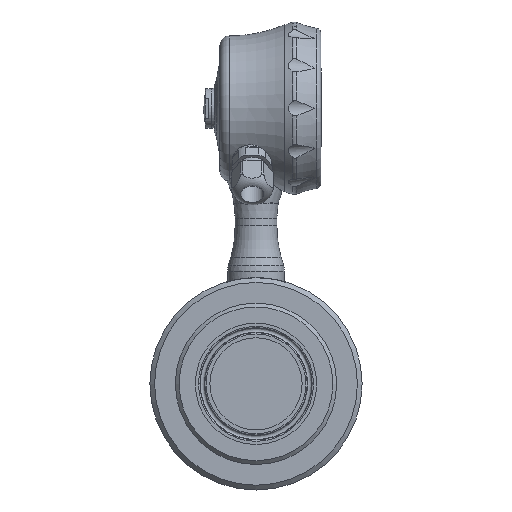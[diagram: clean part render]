
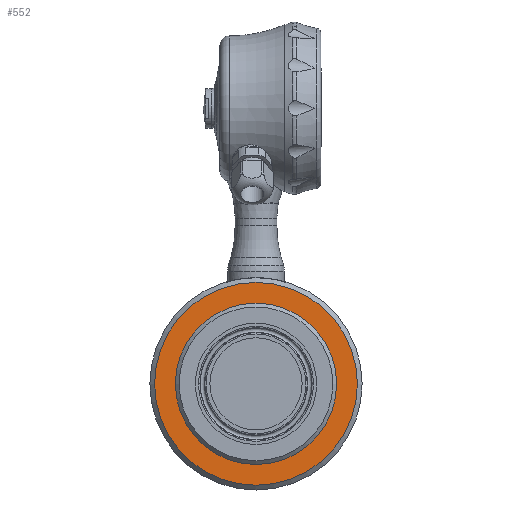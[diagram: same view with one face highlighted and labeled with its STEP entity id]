
A CAD part, front view. The second image highlights one B-rep face of the part: STEP entity #552.
In plain terms, the highlighted planar face has unit normal (0, -1, 0).
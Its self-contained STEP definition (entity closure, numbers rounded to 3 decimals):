
#552 = ADVANCED_FACE( 'NONE', ( #1622, #1623 ), #1624, .F. );
#1622 = FACE_OUTER_BOUND( '', #3343, .T. );
#1623 = FACE_BOUND( '', #3344, .T. );
#1624 = PLANE( '', #3345 );
#3343 = EDGE_LOOP( '', ( #5872 ) );
#3344 = EDGE_LOOP( '', ( #5873 ) );
#3345 = AXIS2_PLACEMENT_3D( '', #5874, #5875, #5876 );
#5872 = ORIENTED_EDGE( '', *, *, #10433, .T. );
#5873 = ORIENTED_EDGE( '', *, *, #10434, .F. );
#5874 = CARTESIAN_POINT( '', ( -160.369, -50., -160.369 ) );
#5875 = DIRECTION( '', ( 0., 1., 0. ) );
#5876 = DIRECTION( '', ( -1., 0., 0. ) );
#10433 = EDGE_CURVE( 'NONE', #12211, #12211, #12212, .T. );
#10434 = EDGE_CURVE( 'NONE', #12213, #12213, #12214, .T. );
#12211 = VERTEX_POINT( '', #14838 );
#12212 = CIRCLE( '', #14839, 53.456 );
#12213 = VERTEX_POINT( '', #14840 );
#12214 = CIRCLE( '', #14841, 42.5 );
#14838 = CARTESIAN_POINT( '', ( 0., -50., -53.456 ) );
#14839 = AXIS2_PLACEMENT_3D( '', #21669, #21670, #21671 );
#14840 = CARTESIAN_POINT( '', ( 0., -50., -42.5 ) );
#14841 = AXIS2_PLACEMENT_3D( '', #21672, #21673, #21674 );
#21669 = CARTESIAN_POINT( '', ( 0., -50., 0. ) );
#21670 = DIRECTION( '', ( 0., -1., 0. ) );
#21671 = DIRECTION( '', ( 0., 0., -1. ) );
#21672 = CARTESIAN_POINT( '', ( 0., -50., 0. ) );
#21673 = DIRECTION( '', ( 0., -1., 0. ) );
#21674 = DIRECTION( '', ( 0., 0., -1. ) );
